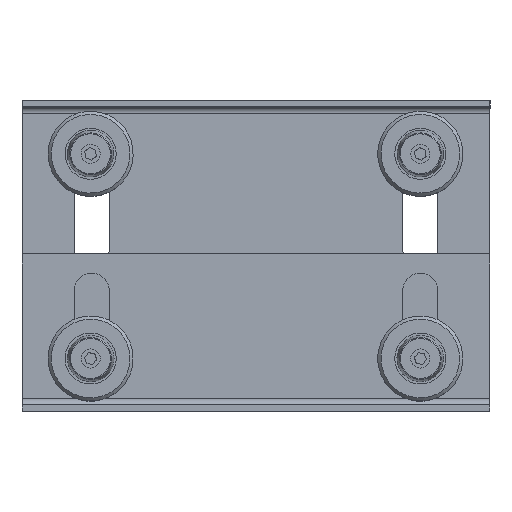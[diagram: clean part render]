
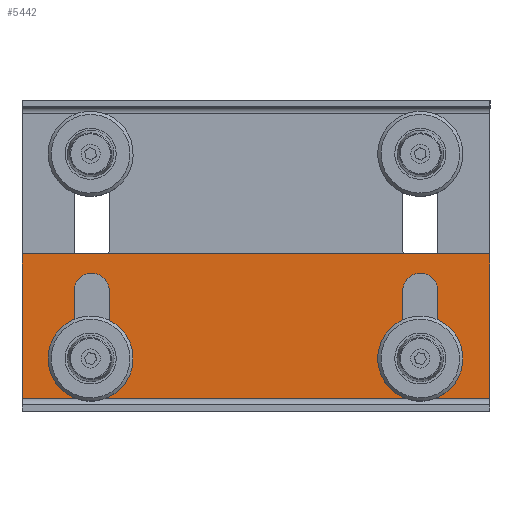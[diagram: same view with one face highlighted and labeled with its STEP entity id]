
A CAD part, top view. The second image highlights one B-rep face of the part: STEP entity #5442.
In plain terms, the highlighted planar face has unit normal (0, 0, 1).
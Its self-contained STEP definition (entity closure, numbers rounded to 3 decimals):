
#271=FACE_BOUND('',#1033,.T.);
#272=FACE_BOUND('',#1034,.T.);
#367=CIRCLE('',#5832,8.25);
#368=CIRCLE('',#5833,8.25);
#369=CIRCLE('',#5834,8.25);
#370=CIRCLE('',#5835,8.25);
#708=FACE_OUTER_BOUND('',#1032,.T.);
#1032=EDGE_LOOP('',(#3439,#3440,#3441,#3442));
#1033=EDGE_LOOP('',(#3443,#3444,#3445,#3446));
#1034=EDGE_LOOP('',(#3447,#3448,#3449,#3450));
#1449=LINE('',#7997,#1783);
#1453=LINE('',#8004,#1787);
#1454=LINE('',#8007,#1788);
#1455=LINE('',#8008,#1789);
#1456=LINE('',#8011,#1790);
#1457=LINE('',#8015,#1791);
#1458=LINE('',#8019,#1792);
#1459=LINE('',#8023,#1793);
#1783=VECTOR('',#6494,10.);
#1787=VECTOR('',#6500,10.);
#1788=VECTOR('',#6503,10.);
#1789=VECTOR('',#6504,10.);
#1790=VECTOR('',#6505,10.);
#1791=VECTOR('',#6508,10.);
#1792=VECTOR('',#6511,10.);
#1793=VECTOR('',#6514,10.);
#2114=VERTEX_POINT('',#7981);
#2117=VERTEX_POINT('',#7988);
#2120=VERTEX_POINT('',#8002);
#2121=VERTEX_POINT('',#8006);
#2122=VERTEX_POINT('',#8009);
#2123=VERTEX_POINT('',#8010);
#2124=VERTEX_POINT('',#8012);
#2125=VERTEX_POINT('',#8014);
#2126=VERTEX_POINT('',#8017);
#2127=VERTEX_POINT('',#8018);
#2128=VERTEX_POINT('',#8020);
#2129=VERTEX_POINT('',#8022);
#2647=EDGE_CURVE('',#2114,#2117,#1449,.T.);
#2651=EDGE_CURVE('',#2120,#2117,#1453,.T.);
#2652=EDGE_CURVE('',#2121,#2120,#1454,.T.);
#2653=EDGE_CURVE('',#2114,#2121,#1455,.T.);
#2654=EDGE_CURVE('',#2122,#2123,#1456,.T.);
#2655=EDGE_CURVE('',#2123,#2124,#367,.T.);
#2656=EDGE_CURVE('',#2124,#2125,#1457,.T.);
#2657=EDGE_CURVE('',#2125,#2122,#368,.T.);
#2658=EDGE_CURVE('',#2126,#2127,#1458,.T.);
#2659=EDGE_CURVE('',#2127,#2128,#369,.T.);
#2660=EDGE_CURVE('',#2128,#2129,#1459,.T.);
#2661=EDGE_CURVE('',#2129,#2126,#370,.T.);
#3439=ORIENTED_EDGE('',*,*,#2647,.T.);
#3440=ORIENTED_EDGE('',*,*,#2651,.F.);
#3441=ORIENTED_EDGE('',*,*,#2652,.F.);
#3442=ORIENTED_EDGE('',*,*,#2653,.F.);
#3443=ORIENTED_EDGE('',*,*,#2654,.T.);
#3444=ORIENTED_EDGE('',*,*,#2655,.T.);
#3445=ORIENTED_EDGE('',*,*,#2656,.T.);
#3446=ORIENTED_EDGE('',*,*,#2657,.T.);
#3447=ORIENTED_EDGE('',*,*,#2658,.T.);
#3448=ORIENTED_EDGE('',*,*,#2659,.T.);
#3449=ORIENTED_EDGE('',*,*,#2660,.T.);
#3450=ORIENTED_EDGE('',*,*,#2661,.T.);
#4898=PLANE('',#5831);
#5442=ADVANCED_FACE('',(#708,#271,#272),#4898,.T.);
#5831=AXIS2_PLACEMENT_3D('',#8005,#6501,#6502);
#5832=AXIS2_PLACEMENT_3D('',#8013,#6506,#6507);
#5833=AXIS2_PLACEMENT_3D('',#8016,#6509,#6510);
#5834=AXIS2_PLACEMENT_3D('',#8021,#6512,#6513);
#5835=AXIS2_PLACEMENT_3D('',#8024,#6515,#6516);
#6494=DIRECTION('',(1.,0.,0.));
#6500=DIRECTION('',(0.,-1.,0.));
#6501=DIRECTION('center_axis',(0.,0.,
1.));
#6502=DIRECTION('ref_axis',(1.,0.,0.));
#6503=DIRECTION('',(1.,0.,0.));
#6504=DIRECTION('',(0.,1.,0.));
#6505=DIRECTION('',(0.,1.,0.));
#6506=DIRECTION('center_axis',(0.,0.,
-1.));
#6507=DIRECTION('ref_axis',(1.,0.,0.));
#6508=DIRECTION('',(0.,-1.,0.));
#6509=DIRECTION('center_axis',(0.,0.,
-1.));
#6510=DIRECTION('ref_axis',(-1.,0.,0.));
#6511=DIRECTION('',(0.,1.,0.));
#6512=DIRECTION('center_axis',(0.,0.,
-1.));
#6513=DIRECTION('ref_axis',(1.,0.,0.));
#6514=DIRECTION('',(0.,-1.,0.));
#6515=DIRECTION('center_axis',(0.,0.,
-1.));
#6516=DIRECTION('ref_axis',(-1.,0.,0.));
#7981=CARTESIAN_POINT('',(-0.523,81.742,4.949));
#7988=CARTESIAN_POINT('',(219.477,81.742,4.949));
#7997=CARTESIAN_POINT('',(164.477,81.742,4.949));
#8002=CARTESIAN_POINT('',(219.477,149.756,4.949));
#8004=CARTESIAN_POINT('',(219.477,24.956,4.949));
#8005=CARTESIAN_POINT('Origin',(109.477,87.356,4.949));
#8006=CARTESIAN_POINT('',(-0.523,149.756,4.949));
#8007=CARTESIAN_POINT('',(219.477,149.756,4.949));
#8008=CARTESIAN_POINT('',(-0.523,149.756,4.949));
#8009=CARTESIAN_POINT('',(23.977,100.506,4.949));
#8010=CARTESIAN_POINT('',(23.977,132.506,4.949));
#8011=CARTESIAN_POINT('',(23.977,109.931,4.949));
#8012=CARTESIAN_POINT('',(40.477,132.506,4.949));
#8013=CARTESIAN_POINT('Origin',(32.227,132.506,4.949));
#8014=CARTESIAN_POINT('',(40.477,100.506,4.949));
#8015=CARTESIAN_POINT('',(40.477,93.931,4.949));
#8016=CARTESIAN_POINT('Origin',(32.227,100.506,4.949));
#8017=CARTESIAN_POINT('',(178.477,100.506,4.949));
#8018=CARTESIAN_POINT('',(178.477,132.506,4.949));
#8019=CARTESIAN_POINT('',(178.477,109.931,4.949));
#8020=CARTESIAN_POINT('',(194.977,132.506,4.949));
#8021=CARTESIAN_POINT('Origin',(186.727,132.506,4.949));
#8022=CARTESIAN_POINT('',(194.977,100.506,4.949));
#8023=CARTESIAN_POINT('',(194.977,93.931,4.949));
#8024=CARTESIAN_POINT('Origin',(186.727,100.506,4.949));
